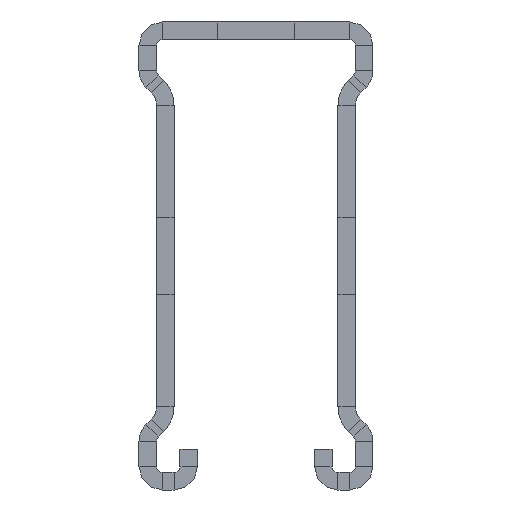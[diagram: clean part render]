
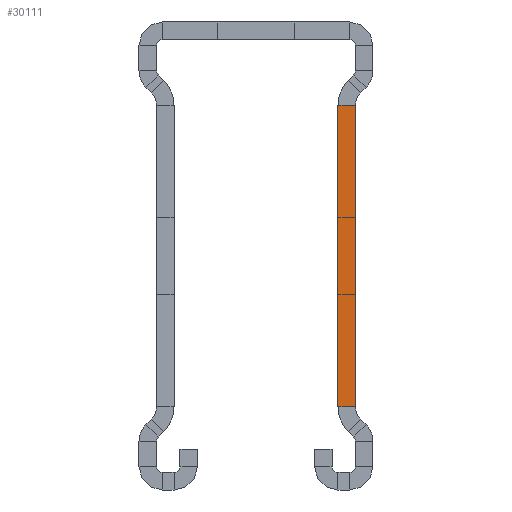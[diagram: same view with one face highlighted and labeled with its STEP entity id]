
A CAD part, front view. The second image highlights one B-rep face of the part: STEP entity #30111.
In plain terms, the highlighted planar face has unit normal (0, -1, 0).
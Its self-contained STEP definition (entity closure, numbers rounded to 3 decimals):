
#2393=DIRECTION('',(-1.,0.,0.));
#2394=VECTOR('',#2393,3.);
#2395=CARTESIAN_POINT('',(17.,-3000.,25.757));
#2396=LINE('',#2395,#2394);
#6945=DIRECTION('',(-1.,0.,0.));
#6946=VECTOR('',#6945,3.);
#6947=CARTESIAN_POINT('',(17.,-3000.,-25.757));
#6948=LINE('',#6947,#6946);
#6949=DIRECTION('',(0.,0.,-1.));
#6950=VECTOR('',#6949,51.515);
#6951=CARTESIAN_POINT('',(14.,-3000.,25.757));
#6952=LINE('',#6951,#6950);
#6953=DIRECTION('',(0.,0.,-1.));
#6954=VECTOR('',#6953,51.515);
#6955=CARTESIAN_POINT('',(17.,-3000.,25.757));
#6956=LINE('',#6955,#6954);
#21821=CARTESIAN_POINT('',(17.,-3000.,25.757));
#21823=VERTEX_POINT('',#21821);
#21825=CARTESIAN_POINT('',(17.,-3000.,-25.757));
#21827=VERTEX_POINT('',#21825);
#21838=CARTESIAN_POINT('',(14.,-3000.,25.757));
#21840=VERTEX_POINT('',#21838);
#21842=CARTESIAN_POINT('',(14.,-3000.,-25.757));
#21844=VERTEX_POINT('',#21842);
#30100=CARTESIAN_POINT('',(15.5,-3000.,0.));
#30101=DIRECTION('',(0.,-1.,0.));
#30102=DIRECTION('',(0.,0.,-1.));
#30103=AXIS2_PLACEMENT_3D('',#30100,#30101,#30102);
#30104=PLANE('',#30103);
#30105=ORIENTED_EDGE('',*,*,#27639,.T.);
#30106=ORIENTED_EDGE('',*,*,#28892,.F.);
#30107=ORIENTED_EDGE('',*,*,#27321,.F.);
#30108=ORIENTED_EDGE('',*,*,#27667,.T.);
#30109=EDGE_LOOP('',(#30105,#30106,#30107,#30108));
#30110=FACE_OUTER_BOUND('',#30109,.F.);
#30111=ADVANCED_FACE('',(#30110),#30104,.T.);
#27321=EDGE_CURVE('',#21823,#21840,#2396,.T.);
#27639=EDGE_CURVE('',#21827,#21844,#6948,.T.);
#27667=EDGE_CURVE('',#21823,#21827,#6956,.T.);
#28892=EDGE_CURVE('',#21840,#21844,#6952,.T.);
